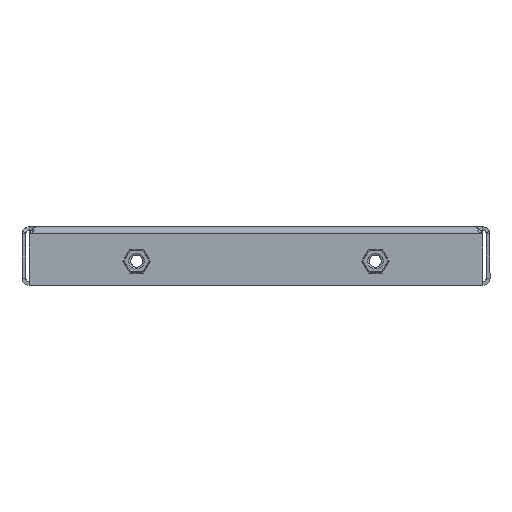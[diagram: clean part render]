
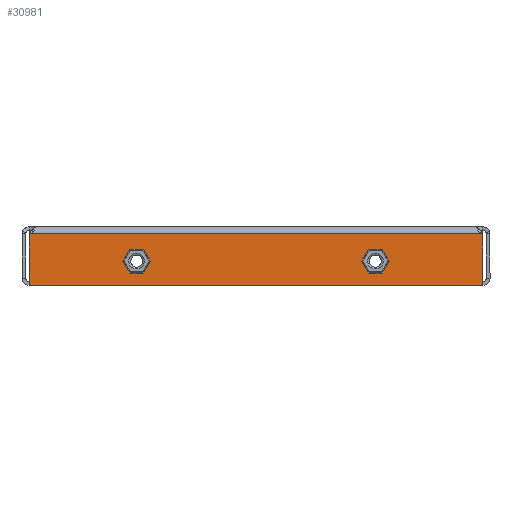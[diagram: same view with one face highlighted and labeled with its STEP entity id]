
A CAD part, left-side view. The second image highlights one B-rep face of the part: STEP entity #30981.
In plain terms, the highlighted planar face has unit normal (-1, 0, 0).
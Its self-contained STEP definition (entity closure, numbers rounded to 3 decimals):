
#739 = VECTOR ( 'NONE', #2247, 1000. ) ;
#1079 = CARTESIAN_POINT ( 'NONE',  ( -253.8, -39.752, -22.951 ) ) ;
#1104 = ORIENTED_EDGE ( 'NONE', *, *, #20764, .T. ) ;
#1212 = ORIENTED_EDGE ( 'NONE', *, *, #6407, .T. ) ;
#1236 = EDGE_CURVE ( 'NONE', #27057, #19408, #15365, .T. ) ;
#1568 = ORIENTED_EDGE ( 'NONE', *, *, #22076, .T. ) ;
#1628 = LINE ( 'NONE', #15944, #33115 ) ;
#1807 = EDGE_CURVE ( 'NONE', #26419, #21352, #10250, .T. ) ;
#1987 = EDGE_CURVE ( 'NONE', #22166, #4419, #17294, .T. ) ;
#2247 = DIRECTION ( 'NONE',  ( 0., -1., 0. ) ) ;
#2577 = EDGE_CURVE ( 'NONE', #10535, #11299, #12751, .T. ) ;
#3158 = CARTESIAN_POINT ( 'NONE',  ( -253.8, 95., -3. ) ) ;
#3345 = EDGE_CURVE ( 'NONE', #6742, #20003, #14839, .T. ) ;
#3385 = CARTESIAN_POINT ( 'NONE',  ( -253.8, 35.248, 20.351 ) ) ;
#3392 = ORIENTED_EDGE ( 'NONE', *, *, #1807, .T. ) ;
#3844 = VERTEX_POINT ( 'NONE', #10370 ) ;
#3882 = ORIENTED_EDGE ( 'NONE', *, *, #2577, .T. ) ;
#4419 = VERTEX_POINT ( 'NONE', #31066 ) ;
#4518 = FACE_BOUND ( 'NONE', #25180, .T. ) ;
#4569 = LINE ( 'NONE', #15427, #7814 ) ;
#4852 = DIRECTION ( 'NONE',  ( 0., 0.5, -0.866 ) ) ;
#5560 = EDGE_CURVE ( 'NONE', #4419, #6742, #4569, .T. ) ;
#5901 = ORIENTED_EDGE ( 'NONE', *, *, #3345, .T. ) ;
#6203 = VECTOR ( 'NONE', #9345, 1000. ) ;
#6229 = VERTEX_POINT ( 'NONE', #15488 ) ;
#6407 = EDGE_CURVE ( 'NONE', #26671, #29981, #29502, .T. ) ;
#6418 = CARTESIAN_POINT ( 'NONE',  ( -253.8, 0., -19. ) ) ;
#6742 = VERTEX_POINT ( 'NONE', #29127 ) ;
#7607 = CARTESIAN_POINT ( 'NONE',  ( -253.8, 55.312, -14.4 ) ) ;
#7727 = FACE_OUTER_BOUND ( 'NONE', #18238, .T. ) ;
#7814 = VECTOR ( 'NONE', #9680, 1000. ) ;
#8113 = ORIENTED_EDGE ( 'NONE', *, *, #31405, .T. ) ;
#8215 = VECTOR ( 'NONE', #22903, 1000. ) ;
#8893 = VERTEX_POINT ( 'NONE', #28716 ) ;
#9013 = VECTOR ( 'NONE', #21880, 1000. ) ;
#9345 = DIRECTION ( 'NONE',  ( 0., -1., 0. ) ) ;
#9627 = DIRECTION ( 'NONE',  ( 0., 0., -1. ) ) ;
#9680 = DIRECTION ( 'NONE',  ( 0., 0.5, 0.866 ) ) ;
#9709 = ORIENTED_EDGE ( 'NONE', *, *, #25655, .T. ) ;
#9947 = CARTESIAN_POINT ( 'NONE',  ( -253.8, -95., 0. ) ) ;
#10063 = CARTESIAN_POINT ( 'NONE',  ( -253.8, 52.656, -19. ) ) ;
#10118 = LINE ( 'NONE', #9947, #24084 ) ;
#10250 = LINE ( 'NONE', #22808, #739 ) ;
#10370 = CARTESIAN_POINT ( 'NONE',  ( -253.8, -95., -24.5 ) ) ;
#10535 = VERTEX_POINT ( 'NONE', #3158 ) ;
#10538 = EDGE_LOOP ( 'NONE', ( #21250, #15641, #5901, #33564, #20080, #14353 ) ) ;
#10598 = ORIENTED_EDGE ( 'NONE', *, *, #1236, .T. ) ;
#10738 = VECTOR ( 'NONE', #30595, 1000. ) ;
#10918 = CARTESIAN_POINT ( 'NONE',  ( -253.8, -52.656, -9.8 ) ) ;
#10975 = EDGE_CURVE ( 'NONE', #8893, #22166, #11417, .T. ) ;
#11016 = LINE ( 'NONE', #24601, #9013 ) ;
#11299 = VERTEX_POINT ( 'NONE', #23579 ) ;
#11417 = LINE ( 'NONE', #18549, #21867 ) ;
#12335 = CARTESIAN_POINT ( 'NONE',  ( -253.8, 27.281, 15.751 ) ) ;
#12338 = DIRECTION ( 'NONE',  ( 0., 0., 1. ) ) ;
#12515 = FACE_BOUND ( 'NONE', #10538, .T. ) ;
#12722 = LINE ( 'NONE', #18303, #8215 ) ;
#12751 = LINE ( 'NONE', #27869, #10738 ) ;
#13188 = CARTESIAN_POINT ( 'NONE',  ( -253.8, 44.688, -14.4 ) ) ;
#14045 = DIRECTION ( 'NONE',  ( 0., 0.5, 0.866 ) ) ;
#14161 = DIRECTION ( 'NONE',  ( 0., -0.5, -0.866 ) ) ;
#14353 = ORIENTED_EDGE ( 'NONE', *, *, #10975, .T. ) ;
#14502 = CARTESIAN_POINT ( 'NONE',  ( -253.8, -35.248, 20.351 ) ) ;
#14672 = DIRECTION ( 'NONE',  ( 0., -0.5, 0.866 ) ) ;
#14839 = LINE ( 'NONE', #1079, #18881 ) ;
#14974 = EDGE_CURVE ( 'NONE', #16642, #8893, #19761, .T. ) ;
#15061 = DIRECTION ( 'NONE',  ( 1., 0., 0. ) ) ;
#15365 = LINE ( 'NONE', #12335, #30258 ) ;
#15411 = LINE ( 'NONE', #25782, #6203 ) ;
#15427 = CARTESIAN_POINT ( 'NONE',  ( -253.8, -27.281, 15.751 ) ) ;
#15488 = CARTESIAN_POINT ( 'NONE',  ( -253.8, -95., -3. ) ) ;
#15641 = ORIENTED_EDGE ( 'NONE', *, *, #5560, .T. ) ;
#15844 = ORIENTED_EDGE ( 'NONE', *, *, #23057, .F. ) ;
#15922 = VECTOR ( 'NONE', #25106, 1000. ) ;
#15944 = CARTESIAN_POINT ( 'NONE',  ( -253.8, 0., -19. ) ) ;
#16122 = DIRECTION ( 'NONE',  ( 0., 1., 0. ) ) ;
#16456 = DIRECTION ( 'NONE',  ( 0., -0.5, 0.866 ) ) ;
#16642 = VERTEX_POINT ( 'NONE', #10918 ) ;
#17294 = LINE ( 'NONE', #6418, #15922 ) ;
#18238 = EDGE_LOOP ( 'NONE', ( #15844, #3882, #1104, #1568 ) ) ;
#18303 = CARTESIAN_POINT ( 'NONE',  ( -253.8, 0., -24.5 ) ) ;
#18549 = CARTESIAN_POINT ( 'NONE',  ( -253.8, -47.719, -27.551 ) ) ;
#18881 = VECTOR ( 'NONE', #14672, 1000. ) ;
#19287 = EDGE_CURVE ( 'NONE', #19408, #26671, #1628, .T. ) ;
#19408 = VERTEX_POINT ( 'NONE', #23023 ) ;
#19761 = LINE ( 'NONE', #14502, #23707 ) ;
#20003 = VERTEX_POINT ( 'NONE', #26038 ) ;
#20080 = ORIENTED_EDGE ( 'NONE', *, *, #14974, .T. ) ;
#20764 = EDGE_CURVE ( 'NONE', #11299, #3844, #12722, .T. ) ;
#21250 = ORIENTED_EDGE ( 'NONE', *, *, #1987, .T. ) ;
#21352 = VERTEX_POINT ( 'NONE', #27207 ) ;
#21867 = VECTOR ( 'NONE', #29271, 1000. ) ;
#21880 = DIRECTION ( 'NONE',  ( 0., -0.5, -0.866 ) ) ;
#22076 = EDGE_CURVE ( 'NONE', #3844, #6229, #10118, .T. ) ;
#22166 = VERTEX_POINT ( 'NONE', #32718 ) ;
#22705 = PLANE ( 'NONE',  #23810 ) ;
#22808 = CARTESIAN_POINT ( 'NONE',  ( -253.8, 0., -9.8 ) ) ;
#22903 = DIRECTION ( 'NONE',  ( 0., -1., 0. ) ) ;
#23023 = CARTESIAN_POINT ( 'NONE',  ( -253.8, 47.344, -19. ) ) ;
#23057 = EDGE_CURVE ( 'NONE', #10535, #6229, #15411, .T. ) ;
#23579 = CARTESIAN_POINT ( 'NONE',  ( -253.8, 95., -24.5 ) ) ;
#23607 = CARTESIAN_POINT ( 'NONE',  ( -253.8, 0., -9.8 ) ) ;
#23707 = VECTOR ( 'NONE', #14161, 1000. ) ;
#23810 = AXIS2_PLACEMENT_3D ( 'NONE', #32903, #15061, #9627 ) ;
#23947 = LINE ( 'NONE', #23607, #30237 ) ;
#24084 = VECTOR ( 'NONE', #12338, 1000. ) ;
#24108 = LINE ( 'NONE', #3385, #31442 ) ;
#24601 = CARTESIAN_POINT ( 'NONE',  ( -253.8, 39.752, -22.951 ) ) ;
#25106 = DIRECTION ( 'NONE',  ( 0., 1., 0. ) ) ;
#25180 = EDGE_LOOP ( 'NONE', ( #10598, #30905, #1212, #8113, #3392, #9709 ) ) ;
#25525 = VECTOR ( 'NONE', #14045, 1000. ) ;
#25655 = EDGE_CURVE ( 'NONE', #21352, #27057, #11016, .T. ) ;
#25782 = CARTESIAN_POINT ( 'NONE',  ( -253.8, -95., -3. ) ) ;
#25840 = DIRECTION ( 'NONE',  ( 0., -1., 0. ) ) ;
#26038 = CARTESIAN_POINT ( 'NONE',  ( -253.8, -47.344, -9.8 ) ) ;
#26419 = VERTEX_POINT ( 'NONE', #32667 ) ;
#26671 = VERTEX_POINT ( 'NONE', #10063 ) ;
#27057 = VERTEX_POINT ( 'NONE', #13188 ) ;
#27207 = CARTESIAN_POINT ( 'NONE',  ( -253.8, 47.344, -9.8 ) ) ;
#27869 = CARTESIAN_POINT ( 'NONE',  ( -253.8, 95., 0. ) ) ;
#28716 = CARTESIAN_POINT ( 'NONE',  ( -253.8, -55.312, -14.4 ) ) ;
#29127 = CARTESIAN_POINT ( 'NONE',  ( -253.8, -44.688, -14.4 ) ) ;
#29271 = DIRECTION ( 'NONE',  ( 0., 0.5, -0.866 ) ) ;
#29502 = LINE ( 'NONE', #31557, #25525 ) ;
#29981 = VERTEX_POINT ( 'NONE', #7607 ) ;
#30237 = VECTOR ( 'NONE', #25840, 1000. ) ;
#30258 = VECTOR ( 'NONE', #4852, 1000. ) ;
#30595 = DIRECTION ( 'NONE',  ( 0., 0., -1. ) ) ;
#30905 = ORIENTED_EDGE ( 'NONE', *, *, #19287, .T. ) ;
#30981 = ADVANCED_FACE ( 'NONE', ( #4518, #12515, #7727 ), #22705, .F. ) ;
#31066 = CARTESIAN_POINT ( 'NONE',  ( -253.8, -47.344, -19. ) ) ;
#31405 = EDGE_CURVE ( 'NONE', #29981, #26419, #24108, .T. ) ;
#31442 = VECTOR ( 'NONE', #16456, 1000. ) ;
#31557 = CARTESIAN_POINT ( 'NONE',  ( -253.8, 47.719, -27.551 ) ) ;
#32667 = CARTESIAN_POINT ( 'NONE',  ( -253.8, 52.656, -9.8 ) ) ;
#32718 = CARTESIAN_POINT ( 'NONE',  ( -253.8, -52.656, -19. ) ) ;
#32903 = CARTESIAN_POINT ( 'NONE',  ( -253.8, 0., 0. ) ) ;
#33018 = EDGE_CURVE ( 'NONE', #20003, #16642, #23947, .T. ) ;
#33115 = VECTOR ( 'NONE', #16122, 1000. ) ;
#33564 = ORIENTED_EDGE ( 'NONE', *, *, #33018, .T. ) ;
